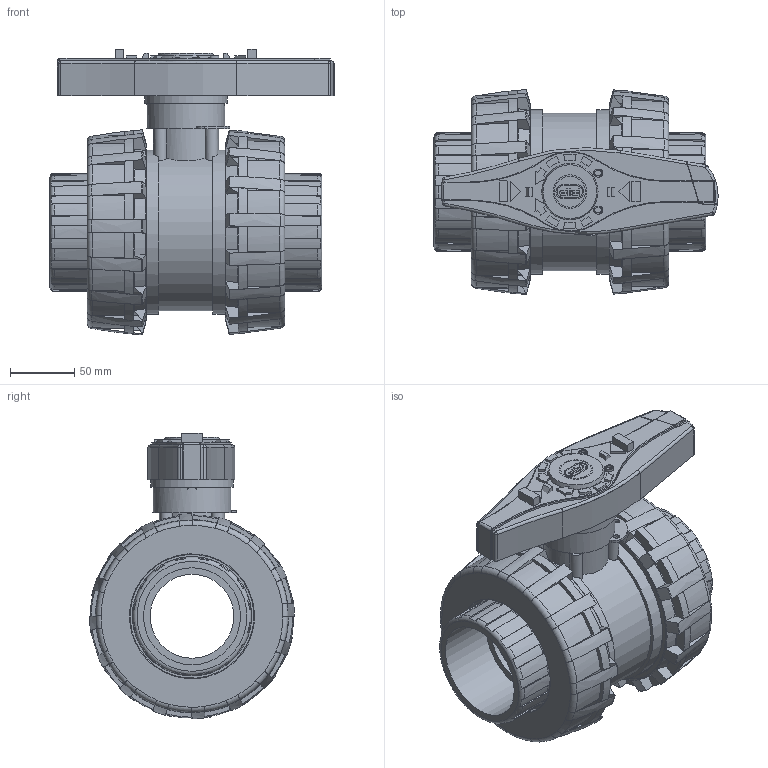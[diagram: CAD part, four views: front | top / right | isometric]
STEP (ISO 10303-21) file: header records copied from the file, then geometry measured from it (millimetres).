
FILE_DESCRIPTION(/* description */ (''),/* implementation_level */ '2;1');
FILE_NAME(/* name */ 'VXEFV212E.iam.stp',/* time_stamp */ '2013-10-01T10:45:14+02:00',/* author */ ('cmolini'),/* organization */ (''),/* preprocessor_version */ 'ST-DEVELOPER v15.2',/* originating_system */ 'Autodesk Inventor 2014',/* authorisation */ '');
FILE_SCHEMA (('AUTOMOTIVE_DESIGN { 1 0 10303 214 3 1 1 }'));
Length unit declared in the file: millimetre
Products named in the file (7): corpo valvola VEE 75; NTVXE075V; MANIGLIA VXE-75; MOZZO-VXE-75-110; Piastrina 40; ENDFV212; VXEFV212E
Bounding box: 220.5 x 158.94 x 221.47 mm (x, y, z)
Volume: 2366337.8 mm3; surface area: 357530.8 mm2
Topology: 8 solids, 8 shells, 920 faces, 2566 edges, 1691 vertices
Faces by surface type: plane 351, cone 200, torus 190, cylinder 107, bspline 68, sphere 4
Full cylindrical faces by diameter (mm): 4.5 x2, 24 x1, 26.1 x1, 35 x1, 60.542 x1, 64 x1, 65 x3, 75.3 x2, 96 x2, 99.945 x2, 112.5 x2, 122.7 x2, 127.5 x2, 128.1 x2
Entity records: 22012 total; most frequent: CARTESIAN_POINT 7169, ORIENTED_EDGE 3214, DIRECTION 2907, EDGE_CURVE 1607, AXIS2_PLACEMENT_3D 1129, VERTEX_POINT 1072, EDGE_LOOP 671, LINE 649
